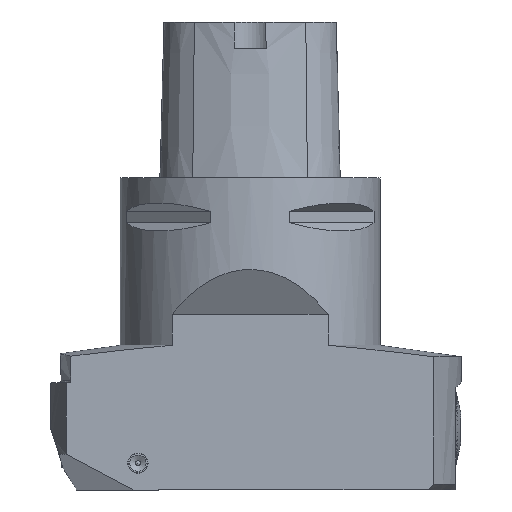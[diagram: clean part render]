
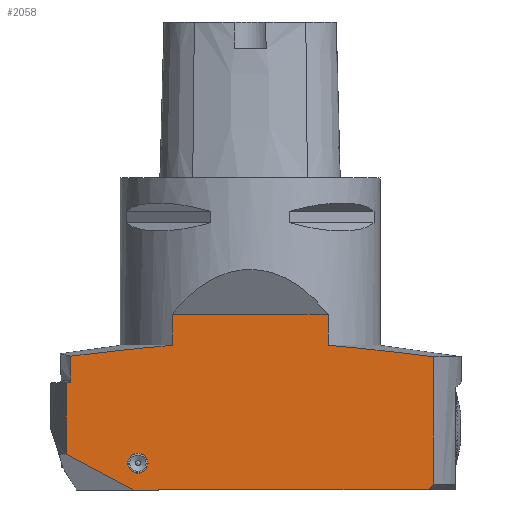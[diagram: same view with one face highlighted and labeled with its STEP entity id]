
A CAD part, front view. The second image highlights one B-rep face of the part: STEP entity #2058.
In plain terms, the highlighted planar face has unit normal (0, -1, 0).
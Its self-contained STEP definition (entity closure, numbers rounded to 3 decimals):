
#91=LINE('',#8439,#742);
#93=LINE('',#8446,#744);
#96=LINE('',#8473,#747);
#103=LINE('',#8528,#754);
#104=LINE('',#8547,#755);
#105=LINE('',#8549,#756);
#106=LINE('',#8551,#757);
#107=LINE('',#8553,#758);
#108=LINE('',#8560,#759);
#742=VECTOR('',#6844,1.);
#744=VECTOR('',#6852,1.);
#747=VECTOR('',#6855,1.);
#754=VECTOR('',#6870,1.);
#755=VECTOR('',#6871,1.);
#756=VECTOR('',#6872,1.);
#757=VECTOR('',#6873,1.);
#758=VECTOR('',#6874,1.);
#759=VECTOR('',#6875,1.);
#1378=B_SPLINE_CURVE_WITH_KNOTS('',3,(#8523,#8524,#8525,#8526),
 .UNSPECIFIED.,.F.,.F.,(4,4),(0.,1.),.UNSPECIFIED.);
#1379=B_SPLINE_CURVE_WITH_KNOTS('',3,(#8530,#8531,#8532,#8533,#8534,#8535,
#8536,#8537,#8538,#8539,#8540,#8541,#8542,#8543,#8544,#8545),
 .UNSPECIFIED.,.F.,.F.,(4,3,3,3,3,4),(0.,0.21,0.419,
0.63,0.846,1.),.UNSPECIFIED.);
#1380=B_SPLINE_CURVE_WITH_KNOTS('',3,(#8555,#8556,#8557,#8558),
 .UNSPECIFIED.,.F.,.F.,(4,4),(0.,1.),.UNSPECIFIED.);
#1381=B_SPLINE_CURVE_WITH_KNOTS('',3,(#8562,#8563,#8564,#8565),
 .UNSPECIFIED.,.F.,.F.,(4,4),(0.,1.),.UNSPECIFIED.);
#1482=PLANE('',#6293);
#2058=ADVANCED_FACE('',(#2400,#2401),#1482,.F.);
#2400=FACE_BOUND('',#2516,.T.);
#2401=FACE_BOUND('',#2517,.T.);
#2516=EDGE_LOOP('',(#2985,#2986,#2987,#2988,#2989,#2990,#2991,#2992,#2993,
#2994,#2995,#2996,#2997));
#2517=EDGE_LOOP('',(#2998));
#2985=ORIENTED_EDGE('',*,*,#5257,.T.);
#2986=ORIENTED_EDGE('',*,*,#5270,.T.);
#2987=ORIENTED_EDGE('',*,*,#5271,.F.);
#2988=ORIENTED_EDGE('',*,*,#5272,.T.);
#2989=ORIENTED_EDGE('',*,*,#5273,.F.);
#2990=ORIENTED_EDGE('',*,*,#5274,.F.);
#2991=ORIENTED_EDGE('',*,*,#5275,.F.);
#2992=ORIENTED_EDGE('',*,*,#5276,.T.);
#2993=ORIENTED_EDGE('',*,*,#5277,.F.);
#2994=ORIENTED_EDGE('',*,*,#5278,.F.);
#2995=ORIENTED_EDGE('',*,*,#5279,.T.);
#2996=ORIENTED_EDGE('',*,*,#5252,.T.);
#2997=ORIENTED_EDGE('',*,*,#5249,.F.);
#2998=ORIENTED_EDGE('',*,*,#5280,.F.);
#4637=VERTEX_POINT('',#8437);
#4638=VERTEX_POINT('',#8438);
#4641=VERTEX_POINT('',#8447);
#4644=VERTEX_POINT('',#8472);
#4656=VERTEX_POINT('',#8527);
#4657=VERTEX_POINT('',#8529);
#4658=VERTEX_POINT('',#8546);
#4659=VERTEX_POINT('',#8548);
#4660=VERTEX_POINT('',#8550);
#4661=VERTEX_POINT('',#8552);
#4662=VERTEX_POINT('',#8554);
#4663=VERTEX_POINT('',#8559);
#4664=VERTEX_POINT('',#8561);
#4665=VERTEX_POINT('',#8567);
#5249=EDGE_CURVE('',#4638,#4637,#91,.T.);
#5252=EDGE_CURVE('',#4641,#4637,#93,.T.);
#5257=EDGE_CURVE('',#4638,#4644,#96,.T.);
#5270=EDGE_CURVE('',#4644,#4656,#1378,.T.);
#5271=EDGE_CURVE('',#4657,#4656,#103,.T.);
#5272=EDGE_CURVE('',#4657,#4658,#1379,.T.);
#5273=EDGE_CURVE('',#4659,#4658,#104,.T.);
#5274=EDGE_CURVE('',#4660,#4659,#105,.T.);
#5275=EDGE_CURVE('',#4661,#4660,#106,.T.);
#5276=EDGE_CURVE('',#4661,#4662,#107,.T.);
#5277=EDGE_CURVE('',#4663,#4662,#1380,.T.);
#5278=EDGE_CURVE('',#4664,#4663,#108,.T.);
#5279=EDGE_CURVE('',#4664,#4641,#1381,.T.);
#5280=EDGE_CURVE('',#4665,#4665,#6092,.T.);
#6092=CIRCLE('',#6292,3.125);
#6292=AXIS2_PLACEMENT_3D('',#8566,#6876,#6877);
#6293=AXIS2_PLACEMENT_3D('',#8568,#6878,#6879);
#6844=DIRECTION('',(1.,0.,0.));
#6852=DIRECTION('',(0.,0.,1.));
#6855=DIRECTION('',(0.,0.,-1.));
#6870=DIRECTION('',(0.,0.,1.));
#6871=DIRECTION('',(1.,0.,0.));
#6872=DIRECTION('',(0.,0.,1.));
#6873=DIRECTION('',(-0.883,0.,0.469));
#6874=DIRECTION('',(1.,0.,0.));
#6875=DIRECTION('',(0.,0.,-1.));
#6876=DIRECTION('',(0.,-1.,0.));
#6877=DIRECTION('',(0.,0.,-1.));
#6878=DIRECTION('',(0.,1.,0.));
#6879=DIRECTION('',(0.,0.,1.));
#8437=CARTESIAN_POINT('',(24.,-32.,-42.));
#8438=CARTESIAN_POINT('',(-24.,-32.,-42.));
#8439=CARTESIAN_POINT('',(-49.991,-32.,-42.));
#8446=CARTESIAN_POINT('',(24.,-32.,0.));
#8447=CARTESIAN_POINT('',(23.994,-32.,-51.487));
#8472=CARTESIAN_POINT('',(-23.994,-32.,-51.487));
#8473=CARTESIAN_POINT('',(-24.,-32.,0.));
#8523=CARTESIAN_POINT('',(-23.987,-32.,-51.487));
#8524=CARTESIAN_POINT('',(-34.403,-32.,-52.365));
#8525=CARTESIAN_POINT('',(-44.783,-32.,-53.567));
#8526=CARTESIAN_POINT('',(-55.157,-32.,-54.828));
#8527=CARTESIAN_POINT('',(-55.157,-32.,-54.828));
#8528=CARTESIAN_POINT('',(-55.157,-32.,-30.));
#8529=CARTESIAN_POINT('',(-55.157,-32.,-62.2));
#8530=CARTESIAN_POINT('',(-55.157,-32.,-62.2));
#8531=CARTESIAN_POINT('',(-55.157,-32.,-62.288));
#8532=CARTESIAN_POINT('',(-55.172,-32.,-62.378));
#8533=CARTESIAN_POINT('',(-55.202,-32.,-62.461));
#8534=CARTESIAN_POINT('',(-55.231,-32.,-62.544));
#8535=CARTESIAN_POINT('',(-55.275,-32.,-62.623));
#8536=CARTESIAN_POINT('',(-55.33,-32.,-62.692));
#8537=CARTESIAN_POINT('',(-55.385,-32.,-62.762));
#8538=CARTESIAN_POINT('',(-55.453,-32.,-62.823));
#8539=CARTESIAN_POINT('',(-55.528,-32.,-62.871));
#8540=CARTESIAN_POINT('',(-55.605,-32.,-62.919));
#8541=CARTESIAN_POINT('',(-55.691,-32.,-62.956));
#8542=CARTESIAN_POINT('',(-55.779,-32.,-62.977));
#8543=CARTESIAN_POINT('',(-55.842,-32.,-62.992));
#8544=CARTESIAN_POINT('',(-55.908,-32.,-63.));
#8545=CARTESIAN_POINT('',(-55.974,-32.,-63.));
#8546=CARTESIAN_POINT('',(-55.974,-32.,-63.));
#8547=CARTESIAN_POINT('',(-64.99,-32.,-63.));
#8548=CARTESIAN_POINT('',(-56.566,-32.,-63.));
#8549=CARTESIAN_POINT('',(-56.566,-32.,0.));
#8550=CARTESIAN_POINT('',(-56.566,-32.,-85.01));
#8551=CARTESIAN_POINT('',(-58.578,-32.,-83.94));
#8552=CARTESIAN_POINT('',(-35.896,-32.,-96.));
#8553=CARTESIAN_POINT('',(-64.99,-32.,-96.));
#8554=CARTESIAN_POINT('',(54.488,-32.,-96.));
#8555=CARTESIAN_POINT('',(56.571,-32.,-94.206));
#8556=CARTESIAN_POINT('',(55.88,-32.,-94.807));
#8557=CARTESIAN_POINT('',(55.187,-32.,-95.407));
#8558=CARTESIAN_POINT('',(54.493,-32.,-96.006));
#8559=CARTESIAN_POINT('',(56.566,-32.,-94.2));
#8560=CARTESIAN_POINT('',(56.577,-32.,-55.));
#8561=CARTESIAN_POINT('',(56.566,-32.,-55.));
#8562=CARTESIAN_POINT('',(56.566,-32.,-55.));
#8563=CARTESIAN_POINT('',(45.723,-32.,-53.674));
#8564=CARTESIAN_POINT('',(34.874,-32.,-52.405));
#8565=CARTESIAN_POINT('',(23.987,-32.,-51.487));
#8566=CARTESIAN_POINT('',(-34.506,-32.,-87.75));
#8567=CARTESIAN_POINT('',(-34.506,-32.,-90.875));
#8568=CARTESIAN_POINT('',(-49.991,-32.,-96.));
